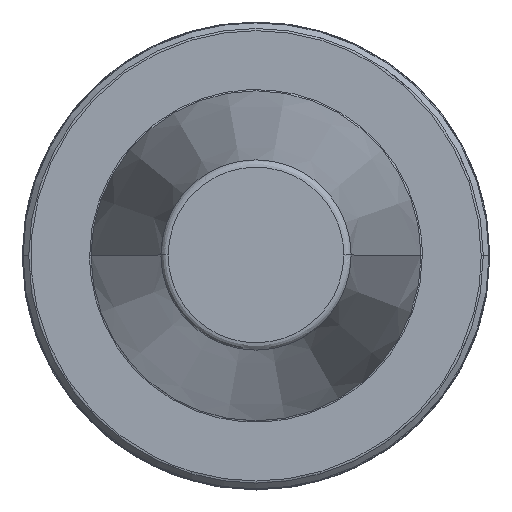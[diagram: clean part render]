
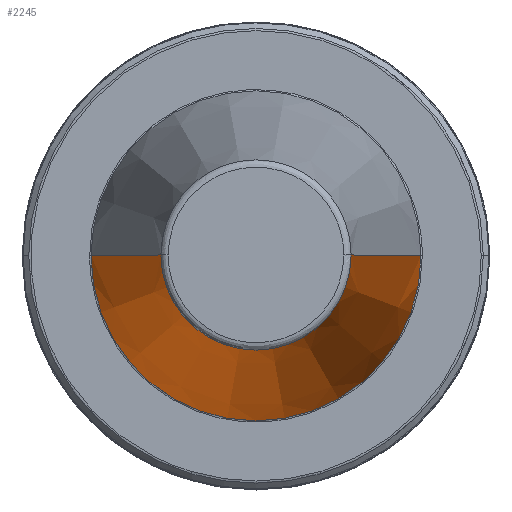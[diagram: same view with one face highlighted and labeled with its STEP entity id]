
A CAD part, top view. The second image highlights one B-rep face of the part: STEP entity #2245.
In plain terms, the highlighted conical face has half-angle 8.297 degrees and reference radius 22.225 mm.
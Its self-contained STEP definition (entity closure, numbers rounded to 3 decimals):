
#181 = VERTEX_POINT ( 'NONE', #528 ) ;
#237 = CARTESIAN_POINT ( 'NONE',  ( 22.225, 0., 0. ) ) ;
#486 = EDGE_CURVE ( 'NONE', #3042, #181, #2944, .T. ) ;
#528 = CARTESIAN_POINT ( 'NONE',  ( 22.225, 0., 0. ) ) ;
#543 = VECTOR ( 'NONE', #1424, 1000. ) ;
#631 = EDGE_CURVE ( 'NONE', #782, #1842, #1959, .T. ) ;
#700 = CIRCLE ( 'NONE', #3088, 12.812 ) ;
#775 = EDGE_LOOP ( 'NONE', ( #1843, #2471, #3361, #3414 ) ) ;
#782 = VERTEX_POINT ( 'NONE', #2943 ) ;
#856 = DIRECTION ( 'NONE',  ( 0., 0., -1. ) ) ;
#863 = DIRECTION ( 'NONE',  ( -1., 0., 0. ) ) ;
#897 = EDGE_CURVE ( 'NONE', #3042, #782, #700, .T. ) ;
#923 = CARTESIAN_POINT ( 'NONE',  ( 0., 0., 0. ) ) ;
#1068 = EDGE_CURVE ( 'NONE', #181, #1842, #1566, .T. ) ;
#1223 = DIRECTION ( 'NONE',  ( -0.144, 0., -0.99 ) ) ;
#1424 = DIRECTION ( 'NONE',  ( 0.144, 0., -0.99 ) ) ;
#1566 = CIRCLE ( 'NONE', #1582, 22.225 ) ;
#1582 = AXIS2_PLACEMENT_3D ( 'NONE', #3490, #3487, #3484 ) ;
#1729 = CARTESIAN_POINT ( 'NONE',  ( -22.225, 0., 0. ) ) ;
#1842 = VERTEX_POINT ( 'NONE', #1729 ) ;
#1843 = ORIENTED_EDGE ( 'NONE', *, *, #486, .F. ) ;
#1942 = CARTESIAN_POINT ( 'NONE',  ( -22.225, 0., 0. ) ) ;
#1959 = LINE ( 'NONE', #1942, #3226 ) ;
#2165 = CONICAL_SURFACE ( 'NONE', #2812, 22.225, 0.145 ) ;
#2245 = ADVANCED_FACE ( 'NONE', ( #2708 ), #2165, .T. ) ;
#2471 = ORIENTED_EDGE ( 'NONE', *, *, #897, .T. ) ;
#2708 = FACE_OUTER_BOUND ( 'NONE', #775, .T. ) ;
#2812 = AXIS2_PLACEMENT_3D ( 'NONE', #923, #856, #863 ) ;
#2943 = CARTESIAN_POINT ( 'NONE',  ( -12.812, 0., 64.544 ) ) ;
#2944 = LINE ( 'NONE', #237, #543 ) ;
#3042 = VERTEX_POINT ( 'NONE', #3628 ) ;
#3088 = AXIS2_PLACEMENT_3D ( 'NONE', #3328, #3639, #3643 ) ;
#3226 = VECTOR ( 'NONE', #1223, 1000. ) ;
#3328 = CARTESIAN_POINT ( 'NONE',  ( 0., 0., 64.544 ) ) ;
#3361 = ORIENTED_EDGE ( 'NONE', *, *, #631, .T. ) ;
#3414 = ORIENTED_EDGE ( 'NONE', *, *, #1068, .F. ) ;
#3484 = DIRECTION ( 'NONE',  ( 1., 0., 0. ) ) ;
#3487 = DIRECTION ( 'NONE',  ( 0., 0., -1. ) ) ;
#3490 = CARTESIAN_POINT ( 'NONE',  ( 0., 0., 0. ) ) ;
#3628 = CARTESIAN_POINT ( 'NONE',  ( 12.812, 0., 64.544 ) ) ;
#3639 = DIRECTION ( 'NONE',  ( 0., 0., -1. ) ) ;
#3643 = DIRECTION ( 'NONE',  ( -1., 0., 0. ) ) ;
